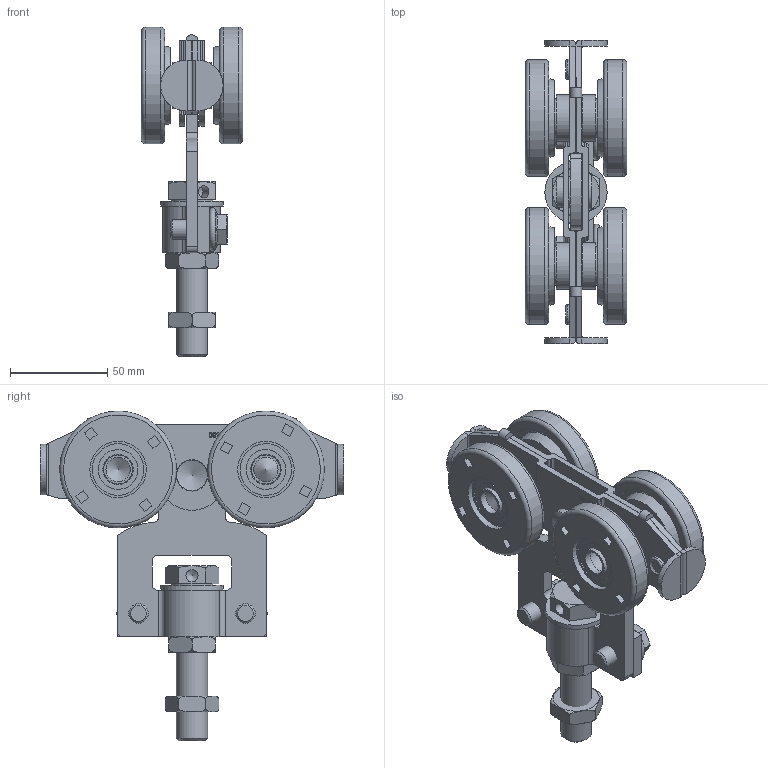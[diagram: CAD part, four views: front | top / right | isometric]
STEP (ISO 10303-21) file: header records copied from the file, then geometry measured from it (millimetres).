
FILE_DESCRIPTION(/* description */ (''),/* implementation_level */ '2;1');
FILE_NAME(/* name */ '9265N.stp',/* time_stamp */ '2023-01-31T16:01:00+01:00',/* author */ ('SIMMETF'),/* organization */ (''),/* preprocessor_version */ 'ST-DEVELOPER v18.1',/* originating_system */ 'Autodesk Inventor 2021',/* authorisation */ '');
FILE_SCHEMA (('AUTOMOTIVE_DESIGN { 1 0 10303 214 3 1 1 }'));
Length unit declared in the file: millimetre
Products named in the file (1): Pièce2
Bounding box: 52.2 x 156 x 169.5 mm (x, y, z)
Volume: 252943.4 mm3; surface area: 130641.6 mm2
Topology: 24 solids, 28 shells, 868 faces, 2304 edges, 1516 vertices
Faces by surface type: plane 433, cylinder 197, torus 104, bspline 55, cone 51, sphere 28
Full cylindrical faces by diameter (mm): 1.342 x1, 1.458 x1, 5.2 x4, 6.2 x3, 8.376 x2, 10 x2, 10.1 x2, 10.4 x2, 12.5 x4, 13.835 x2, 14.8 x4, 15 x4, 15.2 x4, 15.8 x1, 16 x1, 16.2 x3, 17 x1, 18 x1, 20 x4, 20.44 x16, 22 x1, 24 x4, 26.56 x16, 29 x8, 32 x9, 48 x4, 60 x4
Entity records: 31171 total; most frequent: CARTESIAN_POINT 9168, ORIENTED_EDGE 4480, DIRECTION 4114, EDGE_CURVE 2240, AXIS2_PLACEMENT_3D 1534, VERTEX_POINT 1516, EDGE_LOOP 1080, LINE 1046
